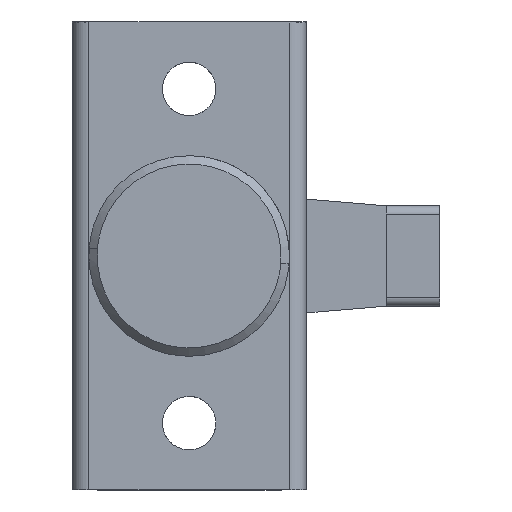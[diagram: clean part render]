
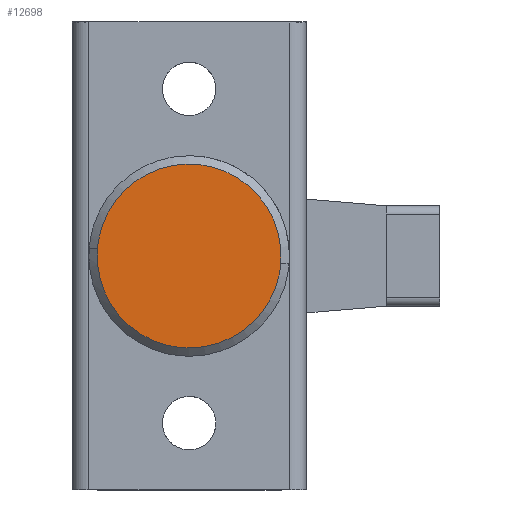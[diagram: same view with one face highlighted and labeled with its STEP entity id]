
A CAD part, front view. The second image highlights one B-rep face of the part: STEP entity #12698.
In plain terms, the highlighted free-form (B-spline) face has degree [1, 1] with [2, 2] control points.
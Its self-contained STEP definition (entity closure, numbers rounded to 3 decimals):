
#10606=CARTESIAN_POINT('',(-25.,5.483,0.432));
#10607=VERTEX_POINT('',#10606);
#10613=CARTESIAN_POINT('',(-25.0,0.0,5.5));
#10614=VERTEX_POINT('',#10613);
#10615=CARTESIAN_POINT('',(-25.0,0.0,5.5));
#10616=CARTESIAN_POINT('',(-25.,5.084,5.5));
#10617=CARTESIAN_POINT('',(-25.,5.483,0.432));
#10625=(BOUNDED_CURVE()B_SPLINE_CURVE(2,(#10615,#10616,#10617),.UNSPECIFIED.,.F.,.U.)B_SPLINE_CURVE_WITH_KNOTS((3,3),(0.0,0.236),.UNSPECIFIED.)CURVE()GEOMETRIC_REPRESENTATION_ITEM()RATIONAL_B_SPLINE_CURVE((1.0,0.723,0.97))REPRESENTATION_ITEM(''));
#10626=EDGE_CURVE('',#10614,#10607,#10625,.T.);
#10628=CARTESIAN_POINT('',(-25.,-5.483,-0.432));
#10629=VERTEX_POINT('',#10628);
#10630=CARTESIAN_POINT('',(-25.,-5.483,-0.432));
#10631=CARTESIAN_POINT('',(-25.0,-5.5,-0.216));
#10632=CARTESIAN_POINT('',(-25.0,-5.5,0.0));
#10633=CARTESIAN_POINT('',(-25.,-5.5,5.5));
#10634=CARTESIAN_POINT('',(-25.0,0.0,5.5));
#10642=(BOUNDED_CURVE()B_SPLINE_CURVE(2,(#10630,#10631,#10632,#10633,#10634),.UNSPECIFIED.,.F.,.U.)B_SPLINE_CURVE_WITH_KNOTS((3,2,3),(0.736,0.75,1.0),.UNSPECIFIED.)CURVE()GEOMETRIC_REPRESENTATION_ITEM()RATIONAL_B_SPLINE_CURVE((0.97,0.984,1.0,0.707,1.0))REPRESENTATION_ITEM(''));
#10643=EDGE_CURVE('',#10629,#10614,#10642,.T.);
#10677=CARTESIAN_POINT('',(-25.0,0.0,-5.5));
#10678=VERTEX_POINT('',#10677);
#10679=CARTESIAN_POINT('',(-25.0,0.0,-5.5));
#10680=CARTESIAN_POINT('',(-25.,-5.084,-5.5));
#10681=CARTESIAN_POINT('',(-25.,-5.483,-0.432));
#10689=(BOUNDED_CURVE()B_SPLINE_CURVE(2,(#10679,#10680,#10681),.UNSPECIFIED.,.F.,.U.)B_SPLINE_CURVE_WITH_KNOTS((3,3),(0.5,0.736),.UNSPECIFIED.)CURVE()GEOMETRIC_REPRESENTATION_ITEM()RATIONAL_B_SPLINE_CURVE((1.0,0.723,0.97))REPRESENTATION_ITEM(''));
#10690=EDGE_CURVE('',#10678,#10629,#10689,.T.);
#10692=CARTESIAN_POINT('',(-25.,5.483,0.432));
#10693=CARTESIAN_POINT('',(-25.0,5.5,0.216));
#10694=CARTESIAN_POINT('',(-25.0,5.5,0.0));
#10695=CARTESIAN_POINT('',(-25.,5.5,-5.5));
#10696=CARTESIAN_POINT('',(-25.0,0.0,-5.5));
#10704=(BOUNDED_CURVE()B_SPLINE_CURVE(2,(#10692,#10693,#10694,#10695,#10696),.UNSPECIFIED.,.F.,.U.)B_SPLINE_CURVE_WITH_KNOTS((3,2,3),(0.236,0.25,0.5),.UNSPECIFIED.)CURVE()GEOMETRIC_REPRESENTATION_ITEM()RATIONAL_B_SPLINE_CURVE((0.97,0.984,1.0,0.707,1.0))REPRESENTATION_ITEM(''));
#10705=EDGE_CURVE('',#10607,#10678,#10704,.T.);
#12687=CARTESIAN_POINT('',(-25.0,-6.048,-6.049));
#12688=CARTESIAN_POINT('',(-25.0,-6.048,6.049));
#12689=CARTESIAN_POINT('',(-25.0,6.048,-6.049));
#12690=CARTESIAN_POINT('',(-25.0,6.048,6.049));
#12691=B_SPLINE_SURFACE_WITH_KNOTS('',1,1,((#12687,#12689),(#12688,#12690)),.UNSPECIFIED.,.F.,.F.,.U.,(2,2),(2,2),(0.0,12.099),(0.0,12.096),.UNSPECIFIED.);
#12692=ORIENTED_EDGE('',*,*,#10626,.T.);
#12693=ORIENTED_EDGE('',*,*,#10705,.T.);
#12694=ORIENTED_EDGE('',*,*,#10690,.T.);
#12695=ORIENTED_EDGE('',*,*,#10643,.T.);
#12696=EDGE_LOOP('',(#12692,#12693,#12694,#12695));
#12697=FACE_OUTER_BOUND('',#12696,.T.);
#12698=ADVANCED_FACE('',(#12697),#12691,.T.);
